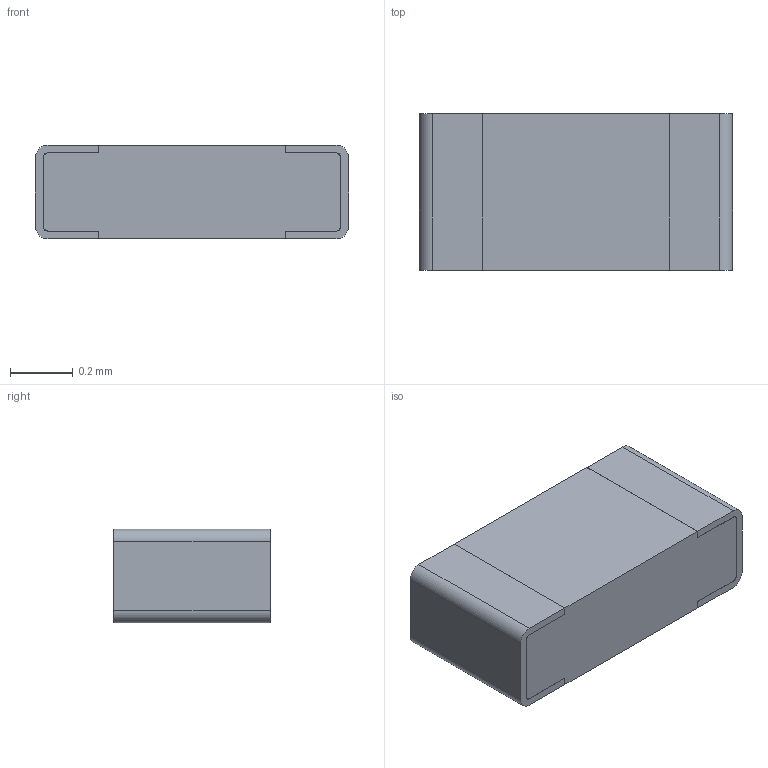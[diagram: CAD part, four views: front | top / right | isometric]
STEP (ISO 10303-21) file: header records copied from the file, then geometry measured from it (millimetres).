
FILE_DESCRIPTION(('FreeCAD Model'),'2;1');
FILE_NAME('Open CASCADE Shape Model','2023-04-08T23:30:25',(''),(''), 'Open CASCADE STEP processor 7.6','FreeCAD','Unknown');
FILE_SCHEMA(('AUTOMOTIVE_DESIGN { 1 0 10303 214 1 1 1 1 }'));
Length unit declared in the file: millimetre
Products named in the file (4): TE_CPF_Resistor_0402_001; Pad_001; Chip_001; Pad_002
Assembly tree (3 placements, depth 2):
  TE_CPF_Resistor_0402_001
    Pad_001
    Chip_001
    Pad_002
Bounding box: 1 x 0.5 x 0.3 mm (x, y, z)
Volume: 0.1 mm3; surface area: 3.1 mm2
Topology: 3 solids, 3 shells, 46 faces, 120 edges, 80 vertices
Faces by surface type: plane 34, cylinder 12
Entity records: 1501 total; most frequent: CARTESIAN_POINT 250, DIRECTION 244, ORIENTED_EDGE 240, EDGE_CURVE 120, LINE 96, VECTOR 96, VERTEX_POINT 80, AXIS2_PLACEMENT_3D 74
